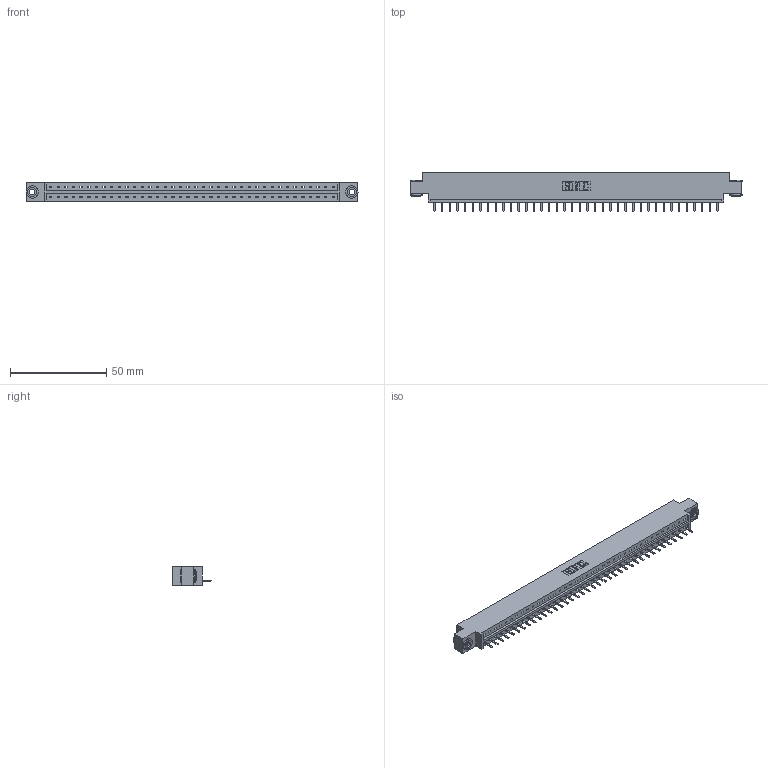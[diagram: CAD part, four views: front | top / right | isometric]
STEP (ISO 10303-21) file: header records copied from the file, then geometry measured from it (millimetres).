
FILE_DESCRIPTION (( 'STEP AP203' ), '1' );
FILE_NAME ('333-038-520-603.STEP', '2018-08-03T03:27:39', ( '' ), ( '' ), 'SwSTEP 2.0', 'SolidWorks 2016', '' );
FILE_SCHEMA (( 'CONFIG_CONTROL_DESIGN' ));
Length unit declared in the file: inch
Products named in the file (4): 333 Part_Offset - .156 Dia - TH; 345-292-001_345-293-120; 345-250-002_345-250-002-102; 333-038-520-603
Assembly tree (41 placements, depth 2):
  333-038-520-603
    333 Part_Offset - .156 Dia - TH
    345-292-001_345-293-120  x38
    345-250-002_345-250-002-102  x2
Bounding box: 172.11 x 20.02 x 9.4 mm (x, y, z)
Volume: 16967 mm3; surface area: 18374 mm2
Topology: 41 solids, 41 shells, 2512 faces, 7391 edges, 4822 vertices
Faces by surface type: plane 1756, cylinder 748, cone 8
Entity records: 24644 total; most frequent: CARTESIAN_POINT 4243, ORIENTED_EDGE 4198, DIRECTION 3609, EDGE_CURVE 2099, LINE 1943, VECTOR 1943, VERTEX_POINT 1394, AXIS2_PLACEMENT_3D 833
